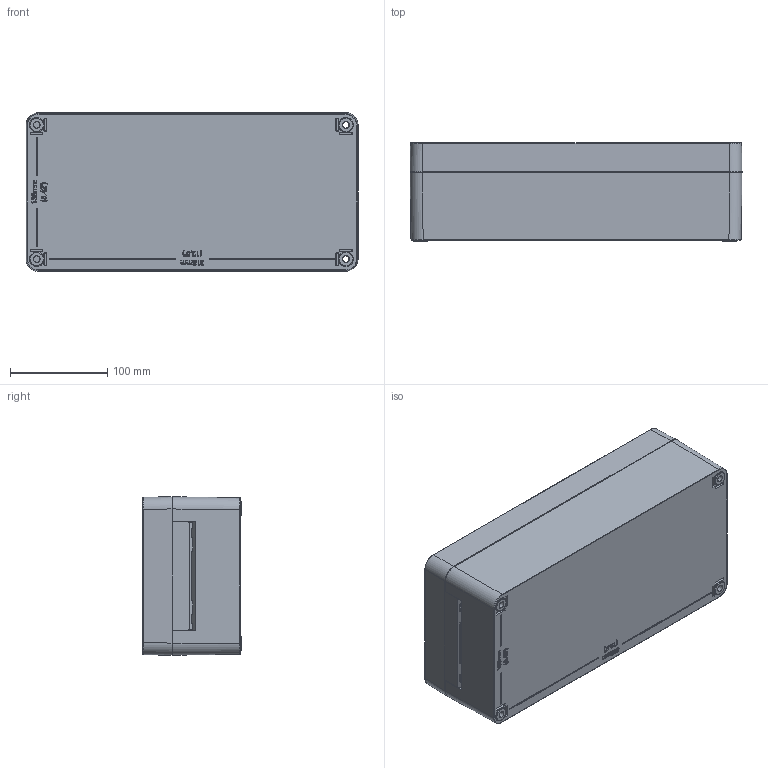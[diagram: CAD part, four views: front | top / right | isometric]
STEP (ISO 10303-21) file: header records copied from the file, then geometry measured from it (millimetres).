
FILE_DESCRIPTION (( 'STEP AP214' ), '1' );
FILE_NAME ('21163400.STEP', '2008-11-11T10:41:51', ( ' ' ), ( '' ), 'SwSTEP 2.0', 'SolidWorks 2008', '' );
FILE_SCHEMA (( 'AUTOMOTIVE_DESIGN' ));
Products named in the file (10): 86233_Standard; 21163400; 82009_Standard; 83010_Standard; 26303_Standard; 25303_Standard; 94144_Vorspannung 4 mm; 94412_Standard; 86234_Standard
Assembly tree (16 placements, depth 3):
  21163400
    82009_Standard
    94412_Standard  x2
    94144_Vorspannung 4 mm  x2
    83010_Standard  x2
    25303_Standard
      86233_Standard  x4
      86234_Standard  x2
      25303_Standard
    26303_Standard
Bounding box: 341.5 x 101.1 x 163 mm (x, y, z)
Volume: 1011619.3 mm3; surface area: 453974.2 mm2
Topology: 15 solids, 15 shells, 3252 faces, 7597 edges, 3971 vertices
Faces by surface type: bspline 1294, cylinder 1007, plane 543, sphere 248, cone 82, torus 78
Entity records: 142689 total; most frequent: CARTESIAN_POINT 87399, ORIENTED_EDGE 13118, DIRECTION 9028, EDGE_CURVE 6559, VERTEX_POINT 3637, AXIS2_PLACEMENT_3D 3480, EDGE_LOOP 3092, FACE_OUTER_BOUND 3004
